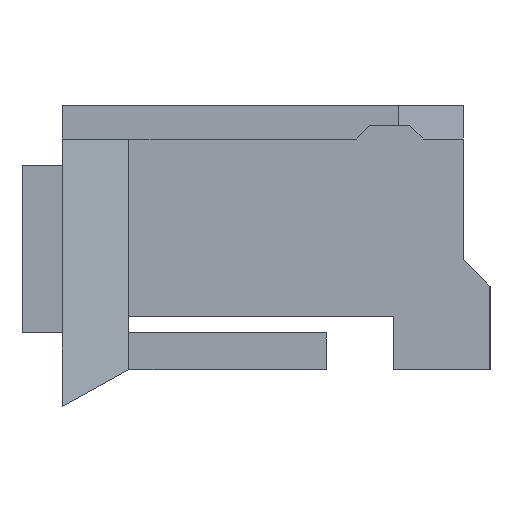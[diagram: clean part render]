
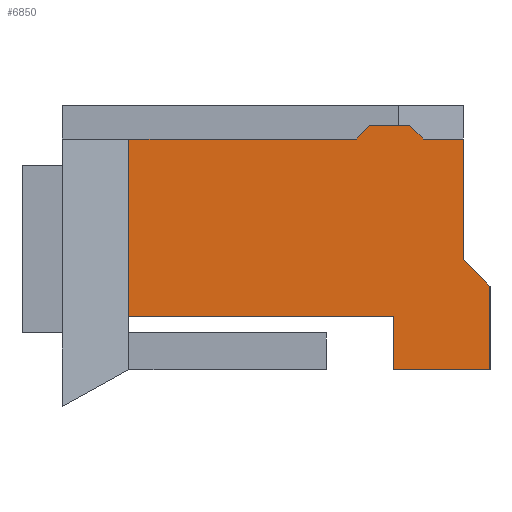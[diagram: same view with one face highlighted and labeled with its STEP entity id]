
A CAD part, left-side view. The second image highlights one B-rep face of the part: STEP entity #6850.
In plain terms, the highlighted planar face has unit normal (-1, 0, 0).
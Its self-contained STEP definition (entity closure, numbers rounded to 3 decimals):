
#57=DIRECTION('',(0.,1.,0.));
#58=VECTOR('',#57,3.4);
#59=CARTESIAN_POINT('',(-9.3,-4.4,0.));
#60=LINE('',#59,#58);
#77=DIRECTION('',(0.,1.,0.));
#78=VECTOR('',#77,0.6);
#79=CARTESIAN_POINT('',(-9.3,-6.,0.));
#80=LINE('',#79,#78);
#253=DIRECTION('',(0.,0.,-1.));
#254=VECTOR('',#253,1.8);
#255=CARTESIAN_POINT('',(-9.3,-6.,0.));
#256=LINE('',#255,#254);
#445=DIRECTION('',(0.,0.,1.));
#446=VECTOR('',#445,0.8);
#447=CARTESIAN_POINT('',(-9.3,-4.95,-3.45));
#448=LINE('',#447,#446);
#1265=DIRECTION('',(0.,-0.707,0.707));
#1266=VECTOR('',#1265,0.283);
#1267=CARTESIAN_POINT('',(-9.3,-4.4,0.));
#1268=LINE('',#1267,#1266);
#1269=DIRECTION('',(0.,-1.,0.));
#1270=VECTOR('',#1269,0.6);
#1271=CARTESIAN_POINT('',(-9.3,-4.6,0.2));
#1272=LINE('',#1271,#1270);
#1273=DIRECTION('',(0.,-0.707,-0.707));
#1274=VECTOR('',#1273,0.283);
#1275=CARTESIAN_POINT('',(-9.3,-5.2,0.2));
#1276=LINE('',#1275,#1274);
#1277=DIRECTION('',(0.,0.,-1.));
#1278=VECTOR('',#1277,2.65);
#1279=CARTESIAN_POINT('',(-9.3,-1.,0.));
#1280=LINE('',#1279,#1278);
#1301=DIRECTION('',(0.,-0.707,-0.707));
#1302=VECTOR('',#1301,0.566);
#1303=CARTESIAN_POINT('',(-9.3,-6.,-1.8));
#1304=LINE('',#1303,#1302);
#1705=DIRECTION('',(0.,1.,0.));
#1706=VECTOR('',#1705,1.45);
#1707=CARTESIAN_POINT('',(-9.3,-6.4,-3.45));
#1708=LINE('',#1707,#1706);
#1997=DIRECTION('',(0.,0.,-1.));
#1998=VECTOR('',#1997,1.25);
#1999=CARTESIAN_POINT('',(-9.3,-6.4,-2.2));
#2000=LINE('',#1999,#1998);
#3185=DIRECTION('',(0.,-1.,0.));
#3186=VECTOR('',#3185,3.95);
#3187=CARTESIAN_POINT('',(-9.3,-1.,-2.65));
#3188=LINE('',#3187,#3186);
#4213=CARTESIAN_POINT('',(-9.3,-6.,0.));
#4214=CARTESIAN_POINT('',(-9.3,-6.,-1.8));
#4215=VERTEX_POINT('',#4213);
#4216=VERTEX_POINT('',#4214);
#4217=CARTESIAN_POINT('',(-9.3,-6.4,-2.2));
#4218=VERTEX_POINT('',#4217);
#4219=CARTESIAN_POINT('',(-9.3,-6.4,-3.45));
#4220=VERTEX_POINT('',#4219);
#4221=CARTESIAN_POINT('',(-9.3,-4.95,-3.45));
#4222=VERTEX_POINT('',#4221);
#4223=CARTESIAN_POINT('',(-9.3,-4.95,-2.65));
#4224=VERTEX_POINT('',#4223);
#4230=CARTESIAN_POINT('',(-9.3,-1.,0.));
#4232=VERTEX_POINT('',#4230);
#4453=CARTESIAN_POINT('',(-9.3,-1.,-2.65));
#4454=VERTEX_POINT('',#4453);
#4739=CARTESIAN_POINT('',(-9.3,-4.6,0.2));
#4740=CARTESIAN_POINT('',(-9.3,-5.2,0.2));
#4741=VERTEX_POINT('',#4739);
#4742=VERTEX_POINT('',#4740);
#4747=CARTESIAN_POINT('',(-9.3,-4.4,0.));
#4748=VERTEX_POINT('',#4747);
#4749=CARTESIAN_POINT('',(-9.3,-5.4,0.));
#4750=VERTEX_POINT('',#4749);
#6824=CARTESIAN_POINT('',(-9.3,-1.,0.));
#6825=DIRECTION('',(1.,0.,0.));
#6826=DIRECTION('',(0.,-1.,0.));
#6827=AXIS2_PLACEMENT_3D('',#6824,#6825,#6826);
#6828=PLANE('',#6827);
#6829=ORIENTED_EDGE('',*,*,#5606,.F.);
#6831=ORIENTED_EDGE('',*,*,#6830,.T.);
#6833=ORIENTED_EDGE('',*,*,#6832,.T.);
#6835=ORIENTED_EDGE('',*,*,#6834,.T.);
#6836=ORIENTED_EDGE('',*,*,#5618,.F.);
#6837=ORIENTED_EDGE('',*,*,#5649,.T.);
#6839=ORIENTED_EDGE('',*,*,#6838,.T.);
#6841=ORIENTED_EDGE('',*,*,#6840,.T.);
#6843=ORIENTED_EDGE('',*,*,#6842,.T.);
#6844=ORIENTED_EDGE('',*,*,#6053,.T.);
#6846=ORIENTED_EDGE('',*,*,#6845,.F.);
#6847=ORIENTED_EDGE('',*,*,#6814,.F.);
#6848=EDGE_LOOP('',(#6829,#6831,#6833,#6835,#6836,#6837,#6839,#6841,#6843,#6844,
#6846,#6847));
#6849=FACE_OUTER_BOUND('',#6848,.F.);
#5606=EDGE_CURVE('',#4748,#4232,#60,.T.);
#5618=EDGE_CURVE('',#4215,#4750,#80,.T.);
#5649=EDGE_CURVE('',#4215,#4216,#256,.T.);
#6053=EDGE_CURVE('',#4222,#4224,#448,.T.);
#6814=EDGE_CURVE('',#4232,#4454,#1280,.T.);
#6830=EDGE_CURVE('',#4748,#4741,#1268,.T.);
#6832=EDGE_CURVE('',#4741,#4742,#1272,.T.);
#6834=EDGE_CURVE('',#4742,#4750,#1276,.T.);
#6838=EDGE_CURVE('',#4216,#4218,#1304,.T.);
#6840=EDGE_CURVE('',#4218,#4220,#2000,.T.);
#6842=EDGE_CURVE('',#4220,#4222,#1708,.T.);
#6845=EDGE_CURVE('',#4454,#4224,#3188,.T.);
#6850=ADVANCED_FACE('',(#6849),#6828,.F.);
